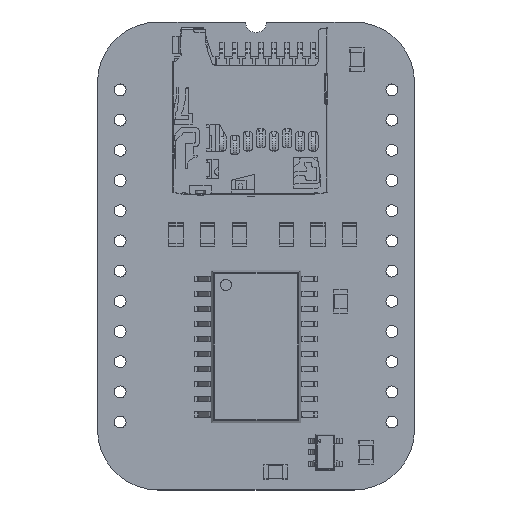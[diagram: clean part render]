
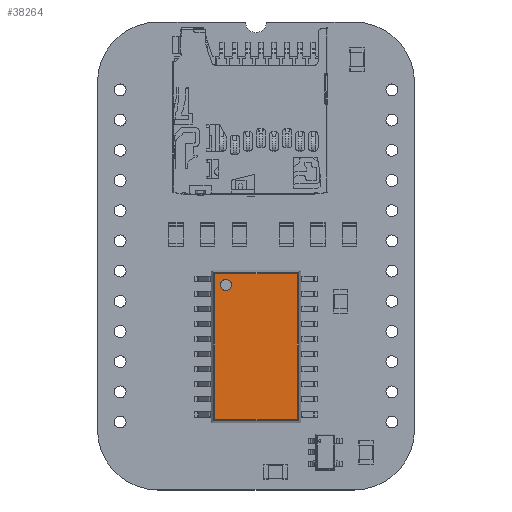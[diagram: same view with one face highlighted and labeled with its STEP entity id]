
A CAD part, top view. The second image highlights one B-rep face of the part: STEP entity #38264.
In plain terms, the highlighted planar face has unit normal (0, 0, 1).
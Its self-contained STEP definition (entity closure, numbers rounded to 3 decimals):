
#38170 = VERTEX_POINT('',#38171);
#38171 = CARTESIAN_POINT('',(-3.486,-6.136,2.65));
#38178 = EDGE_CURVE('',#38170,#38179,#38181,.T.);
#38179 = VERTEX_POINT('',#38180);
#38180 = CARTESIAN_POINT('',(-3.486,6.136,2.65));
#38181 = LINE('',#38182,#38183);
#38182 = CARTESIAN_POINT('',(-3.486,-6.213,2.65));
#38183 = VECTOR('',#38184,1.);
#38184 = DIRECTION('',(0.,1.,0.));
#38245 = VERTEX_POINT('',#38246);
#38246 = CARTESIAN_POINT('',(3.486,-6.136,2.65));
#38253 = EDGE_CURVE('',#38170,#38245,#38254,.T.);
#38254 = LINE('',#38255,#38256);
#38255 = CARTESIAN_POINT('',(-3.563,-6.136,2.65));
#38256 = VECTOR('',#38257,1.);
#38257 = DIRECTION('',(1.,0.,0.));
#38264 = ADVANCED_FACE('',(#38265,#38283),#38294,.T.);
#38265 = FACE_BOUND('',#38266,.T.);
#38266 = EDGE_LOOP('',(#38267,#38268,#38269,#38277));
#38267 = ORIENTED_EDGE('',*,*,#38178,.F.);
#38268 = ORIENTED_EDGE('',*,*,#38253,.T.);
#38269 = ORIENTED_EDGE('',*,*,#38270,.T.);
#38270 = EDGE_CURVE('',#38245,#38271,#38273,.T.);
#38271 = VERTEX_POINT('',#38272);
#38272 = CARTESIAN_POINT('',(3.486,6.136,2.65));
#38273 = LINE('',#38274,#38275);
#38274 = CARTESIAN_POINT('',(3.486,-6.213,2.65));
#38275 = VECTOR('',#38276,1.);
#38276 = DIRECTION('',(0.,1.,0.));
#38277 = ORIENTED_EDGE('',*,*,#38278,.F.);
#38278 = EDGE_CURVE('',#38179,#38271,#38279,.T.);
#38279 = LINE('',#38280,#38281);
#38280 = CARTESIAN_POINT('',(-3.563,6.136,2.65));
#38281 = VECTOR('',#38282,1.);
#38282 = DIRECTION('',(1.,0.,0.));
#38283 = FACE_BOUND('',#38284,.T.);
#38284 = EDGE_LOOP('',(#38285));
#38285 = ORIENTED_EDGE('',*,*,#38286,.F.);
#38286 = EDGE_CURVE('',#38287,#38287,#38289,.T.);
#38287 = VERTEX_POINT('',#38288);
#38288 = CARTESIAN_POINT('',(-2.066,5.185,2.65));
#38289 = CIRCLE('',#38290,0.469);
#38290 = AXIS2_PLACEMENT_3D('',#38291,#38292,#38293);
#38291 = CARTESIAN_POINT('',(-2.535,5.185,2.65));
#38292 = DIRECTION('',(0.,0.,1.));
#38293 = DIRECTION('',(1.,0.,0.));
#38294 = PLANE('',#38295);
#38295 = AXIS2_PLACEMENT_3D('',#38296,#38297,#38298);
#38296 = CARTESIAN_POINT('',(-3.75,-6.4,2.65));
#38297 = DIRECTION('',(0.,0.,1.));
#38298 = DIRECTION('',(1.,0.,0.));
